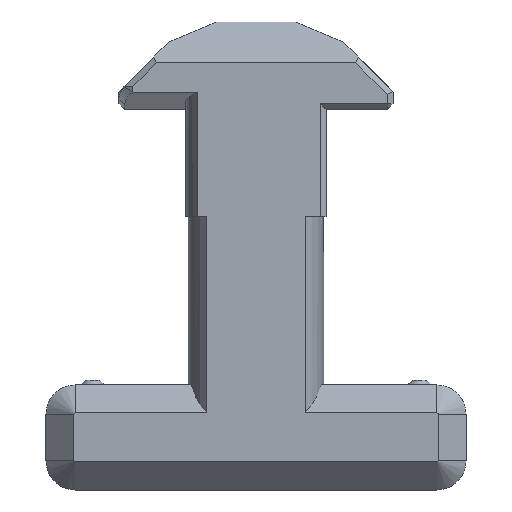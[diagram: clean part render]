
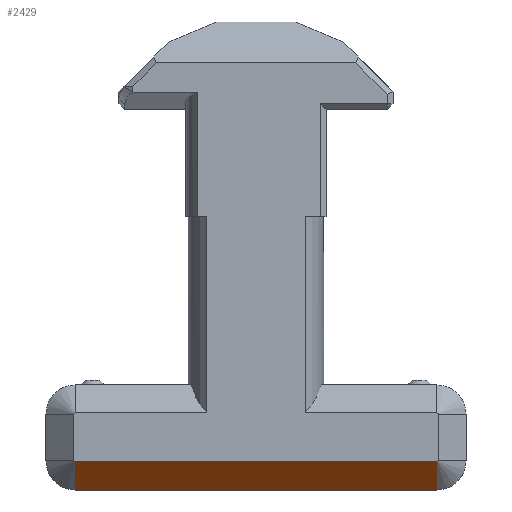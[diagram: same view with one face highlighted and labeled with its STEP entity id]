
A CAD part, front view. The second image highlights one B-rep face of the part: STEP entity #2429.
In plain terms, the highlighted planar face has unit normal (0, -0.707, -0.707).
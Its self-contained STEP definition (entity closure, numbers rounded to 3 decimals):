
#90 = ORIENTED_EDGE ( 'NONE', *, *, #2351, .F. ) ;
#103 = CARTESIAN_POINT ( 'NONE',  ( -7.75, -2., -3.3 ) ) ;
#118 = VECTOR ( 'NONE', #2120, 1000. ) ;
#153 = CARTESIAN_POINT ( 'NONE',  ( 0., -2., -3.3 ) ) ;
#318 = EDGE_CURVE ( 'NONE', #834, #576, #2536, .T. ) ;
#333 = EDGE_CURVE ( 'NONE', #834, #402, #1943, .T. ) ;
#348 = LINE ( 'NONE', #977, #1081 ) ;
#349 = DIRECTION ( 'NONE',  ( 1., 0., 0. ) ) ;
#373 = CARTESIAN_POINT ( 'NONE',  ( 7.75, -0.8, -4.5 ) ) ;
#402 = VERTEX_POINT ( 'NONE', #103 ) ;
#457 = CARTESIAN_POINT ( 'NONE',  ( 0., -0.8, -4.5 ) ) ;
#504 = DIRECTION ( 'NONE',  ( 0., -0.707, 0.707 ) ) ;
#576 = VERTEX_POINT ( 'NONE', #373 ) ;
#591 = VERTEX_POINT ( 'NONE', #1048 ) ;
#668 = PLANE ( 'NONE',  #781 ) ;
#685 = CARTESIAN_POINT ( 'NONE',  ( -7.75, -1.4, -3.9 ) ) ;
#715 = EDGE_LOOP ( 'NONE', ( #1771, #2140, #1349, #90 ) ) ;
#781 = AXIS2_PLACEMENT_3D ( 'NONE', #854, #1071, #2089 ) ;
#834 = VERTEX_POINT ( 'NONE', #1175 ) ;
#854 = CARTESIAN_POINT ( 'NONE',  ( 7.76, -2.007, -3.293 ) ) ;
#889 = EDGE_CURVE ( 'NONE', #576, #591, #348, .T. ) ;
#961 = VECTOR ( 'NONE', #349, 1000. ) ;
#977 = CARTESIAN_POINT ( 'NONE',  ( 7.75, -1.4, -3.9 ) ) ;
#1048 = CARTESIAN_POINT ( 'NONE',  ( 7.75, -2., -3.3 ) ) ;
#1071 = DIRECTION ( 'NONE',  ( 0., -0.707, -0.707 ) ) ;
#1081 = VECTOR ( 'NONE', #2584, 1000. ) ;
#1175 = CARTESIAN_POINT ( 'NONE',  ( -7.75, -0.8, -4.5 ) ) ;
#1201 = VECTOR ( 'NONE', #504, 1000. ) ;
#1349 = ORIENTED_EDGE ( 'NONE', *, *, #889, .T. ) ;
#1771 = ORIENTED_EDGE ( 'NONE', *, *, #333, .F. ) ;
#1943 = LINE ( 'NONE', #685, #1201 ) ;
#2059 = LINE ( 'NONE', #153, #961 ) ;
#2089 = DIRECTION ( 'NONE',  ( -1., 0., 0. ) ) ;
#2120 = DIRECTION ( 'NONE',  ( 1., 0., 0. ) ) ;
#2140 = ORIENTED_EDGE ( 'NONE', *, *, #318, .T. ) ;
#2278 = FACE_OUTER_BOUND ( 'NONE', #715, .T. ) ;
#2351 = EDGE_CURVE ( 'NONE', #402, #591, #2059, .T. ) ;
#2429 = ADVANCED_FACE ( 'NONE', ( #2278 ), #668, .T. ) ;
#2536 = LINE ( 'NONE', #457, #118 ) ;
#2584 = DIRECTION ( 'NONE',  ( 0., -0.707, 0.707 ) ) ;
